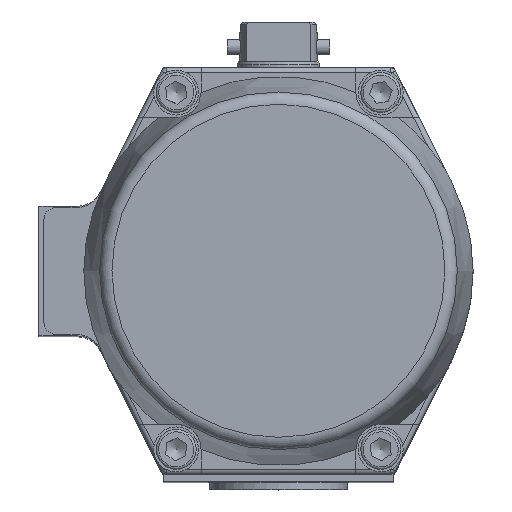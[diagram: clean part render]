
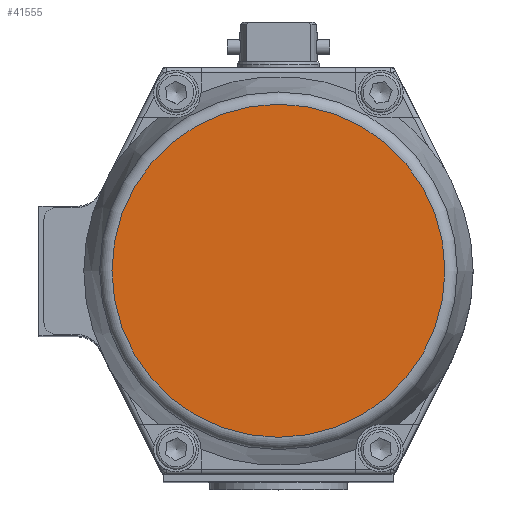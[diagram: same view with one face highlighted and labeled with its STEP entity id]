
A CAD part, top view. The second image highlights one B-rep face of the part: STEP entity #41555.
In plain terms, the highlighted planar face has unit normal (0, 0, 1).
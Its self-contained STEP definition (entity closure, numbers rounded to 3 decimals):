
#41535=CARTESIAN_POINT('',(-66.733,0.0,56.));
#41536=VERTEX_POINT('',#41535);
#41537=CARTESIAN_POINT('',(0.,0.0,56.));
#41538=DIRECTION('',(0.0,0.0,-1.0));
#41539=DIRECTION('',(-1.0,0.0,0.0));
#41540=AXIS2_PLACEMENT_3D('',#41537,#41538,#41539);
#41541=CIRCLE('',#41540,66.733);
#41542=EDGE_CURVE('',#41536,#41536,#41541,.T.);
#41547=CARTESIAN_POINT('',(-33.366,0.0,56.0));
#41548=DIRECTION('',(0.0,0.0,1.0));
#41549=DIRECTION('',(1.0,0.0,0.0));
#41550=AXIS2_PLACEMENT_3D('',#41547,#41548,#41549);
#41551=PLANE('',#41550);
#41552=ORIENTED_EDGE('',*,*,#41542,.F.);
#41553=EDGE_LOOP('',(#41552));
#41554=FACE_OUTER_BOUND('',#41553,.T.);
#41555=ADVANCED_FACE('',(#41554),#41551,.T.);
